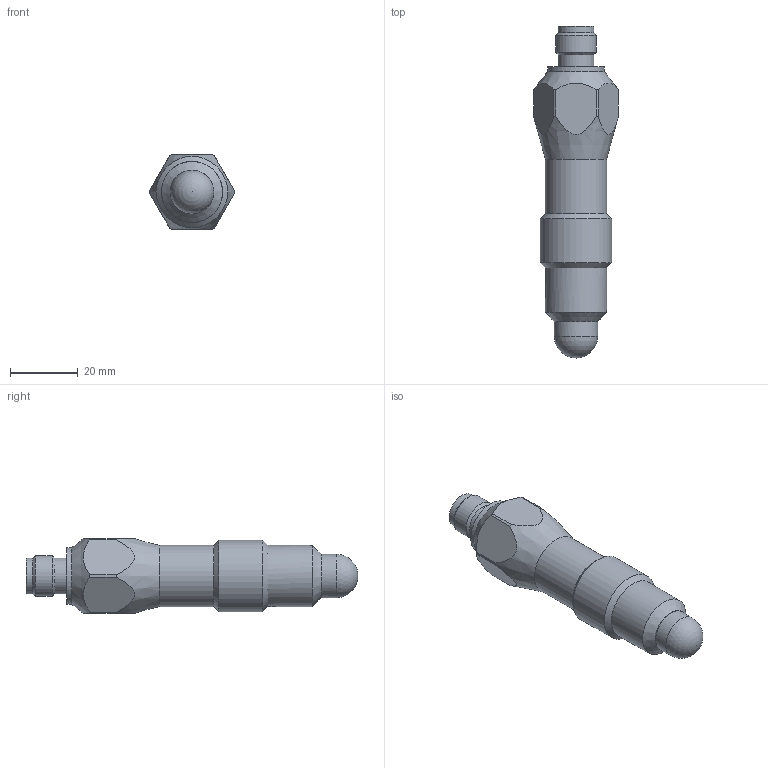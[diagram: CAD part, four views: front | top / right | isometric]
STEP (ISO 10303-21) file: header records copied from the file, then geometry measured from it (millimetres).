
FILE_DESCRIPTION(/* description */ (''),/* implementation_level */ '2;1');
FILE_NAME(/* name */ 'KA1437_Shrinkwrap_1.stp',/* time_stamp */ '2021-11-05T08:33:52+01:00',/* author */ ('Krieger Anja'),/* organization */ (''),/* preprocessor_version */ 'ST-DEVELOPER v18.1',/* originating_system */ 'Autodesk Inventor 2021',/* authorisation */ '');
FILE_SCHEMA (('AUTOMOTIVE_DESIGN { 1 0 10303 214 3 1 1 }'));
Length unit declared in the file: millimetre
Products named in the file (1): KA1437_Shrinkwrap_1
Bounding box: 25 x 97.75 x 22 mm (x, y, z)
Volume: 25024.2 mm3; surface area: 6322.7 mm2
Topology: 1 solids, 1 shells, 44 faces, 117 edges, 77 vertices
Faces by surface type: cylinder 21, plane 10, cone 7, sphere 5, torus 1
Full cylindrical faces by diameter (mm): 1 x4, 10.5 x2, 12 x1, 12.8 x1, 16.6 x1, 16.7 x1, 18 x2, 20.96 x1
Entity records: 1485 total; most frequent: CARTESIAN_POINT 258, DIRECTION 256, ORIENTED_EDGE 224, EDGE_CURVE 112, AXIS2_PLACEMENT_3D 111, VERTEX_POINT 77, CIRCLE 66, EDGE_LOOP 51
